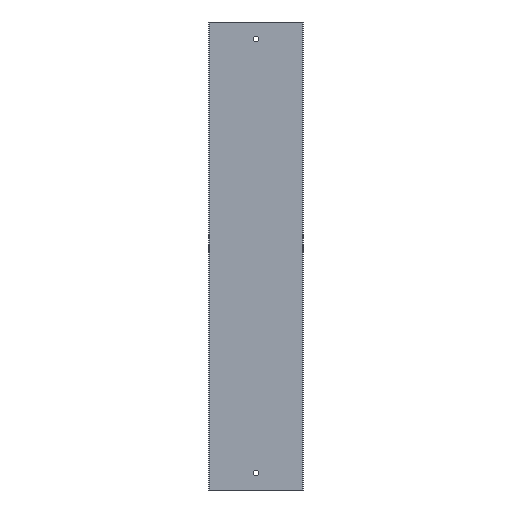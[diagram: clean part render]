
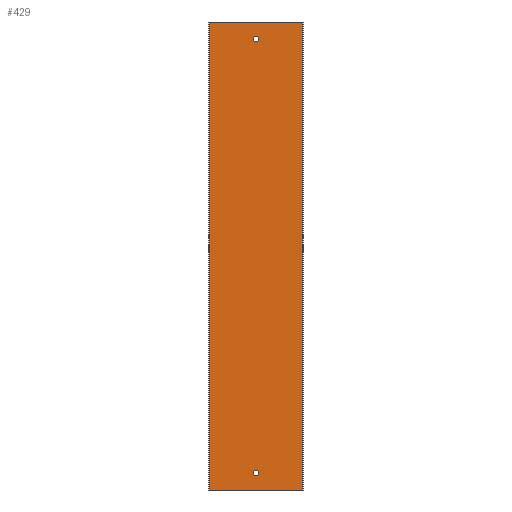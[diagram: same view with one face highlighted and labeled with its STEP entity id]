
A CAD part, front view. The second image highlights one B-rep face of the part: STEP entity #429.
In plain terms, the highlighted planar face has unit normal (0, -1, 0).
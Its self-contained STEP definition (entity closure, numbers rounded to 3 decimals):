
#17 = CARTESIAN_POINT ( 'NONE',  ( 41., 0., 410. ) ) ;
#32 = CARTESIAN_POINT ( 'NONE',  ( -41., 0., 0. ) ) ;
#38 = CARTESIAN_POINT ( 'NONE',  ( -41., 0., 410. ) ) ;
#55 = DIRECTION ( 'NONE',  ( 1., 0., 0. ) ) ;
#60 = DIRECTION ( 'NONE',  ( 1., 0., 0. ) ) ;
#61 = DIRECTION ( 'NONE',  ( 0., 0., 1. ) ) ;
#63 = DIRECTION ( 'NONE',  ( 0., -1., 0. ) ) ;
#64 = CARTESIAN_POINT ( 'NONE',  ( 0., 0., 15. ) ) ;
#66 = DIRECTION ( 'NONE',  ( 0., 0., 1. ) ) ;
#67 = CARTESIAN_POINT ( 'NONE',  ( 0., 0., 397.5 ) ) ;
#72 = CARTESIAN_POINT ( 'NONE',  ( 0., 0., 17.5 ) ) ;
#73 = DIRECTION ( 'NONE',  ( 0., -1., 0. ) ) ;
#75 = CARTESIAN_POINT ( 'NONE',  ( 0., 0., 395. ) ) ;
#76 = CARTESIAN_POINT ( 'NONE',  ( 41., 0., 0. ) ) ;
#78 = CARTESIAN_POINT ( 'NONE',  ( -41., 0., 410. ) ) ;
#80 = CARTESIAN_POINT ( 'NONE',  ( -41., 0., 0. ) ) ;
#84 = DIRECTION ( 'NONE',  ( 0., 0., -1. ) ) ;
#86 = CARTESIAN_POINT ( 'NONE',  ( -41., 0., 410. ) ) ;
#105 = DIRECTION ( 'NONE',  ( 0., 0., 1. ) ) ;
#108 = PLANE ( 'NONE',  #153 ) ;
#110 = CARTESIAN_POINT ( 'NONE',  ( -41., 0., 410. ) ) ;
#121 = DIRECTION ( 'NONE',  ( 0., 1., 0. ) ) ;
#150 = CARTESIAN_POINT ( 'NONE',  ( 41., 0., 410. ) ) ;
#151 = DIRECTION ( 'NONE',  ( 0., 0., -1. ) ) ;
#153 = AXIS2_PLACEMENT_3D ( 'NONE', #110, #121, #105 ) ;
#171 = AXIS2_PLACEMENT_3D ( 'NONE', #64, #63, #61 ) ;
#172 = AXIS2_PLACEMENT_3D ( 'NONE', #75, #73, #66 ) ;
#175 = EDGE_CURVE ( 'NONE', #327, #216, #361, .T. ) ;
#194 = EDGE_CURVE ( 'NONE', #218, #220, #302, .T. ) ;
#196 = EDGE_CURVE ( 'NONE', #263, #263, #300, .T. ) ;
#197 = EDGE_CURVE ( 'NONE', #262, #262, #294, .T. ) ;
#198 = EDGE_CURVE ( 'NONE', #220, #216, #296, .T. ) ;
#199 = EDGE_CURVE ( 'NONE', #218, #327, #295, .T. ) ;
#216 = VERTEX_POINT ( 'NONE', #76 ) ;
#218 = VERTEX_POINT ( 'NONE', #38 ) ;
#220 = VERTEX_POINT ( 'NONE', #32 ) ;
#262 = VERTEX_POINT ( 'NONE', #72 ) ;
#263 = VERTEX_POINT ( 'NONE', #67 ) ;
#275 = FACE_BOUND ( 'NONE', #408, .T. ) ;
#279 = FACE_BOUND ( 'NONE', #405, .T. ) ;
#280 = FACE_OUTER_BOUND ( 'NONE', #418, .T. ) ;
#292 = VECTOR ( 'NONE', #60, 1000. ) ;
#293 = VECTOR ( 'NONE', #55, 1000. ) ;
#294 = CIRCLE ( 'NONE', #171, 2.5 ) ;
#295 = LINE ( 'NONE', #78, #293 ) ;
#296 = LINE ( 'NONE', #80, #292 ) ;
#299 = VECTOR ( 'NONE', #84, 1000. ) ;
#300 = CIRCLE ( 'NONE', #172, 2.5 ) ;
#302 = LINE ( 'NONE', #86, #299 ) ;
#327 = VERTEX_POINT ( 'NONE', #17 ) ;
#347 = ORIENTED_EDGE ( 'NONE', *, *, #199, .F. ) ;
#348 = ORIENTED_EDGE ( 'NONE', *, *, #194, .T. ) ;
#360 = VECTOR ( 'NONE', #151, 1000. ) ;
#361 = LINE ( 'NONE', #150, #360 ) ;
#379 = ORIENTED_EDGE ( 'NONE', *, *, #197, .F. ) ;
#380 = ORIENTED_EDGE ( 'NONE', *, *, #196, .F. ) ;
#381 = ORIENTED_EDGE ( 'NONE', *, *, #175, .F. ) ;
#382 = ORIENTED_EDGE ( 'NONE', *, *, #198, .T. ) ;
#405 = EDGE_LOOP ( 'NONE', ( #380 ) ) ;
#408 = EDGE_LOOP ( 'NONE', ( #379 ) ) ;
#418 = EDGE_LOOP ( 'NONE', ( #382, #381, #347, #348 ) ) ;
#429 = ADVANCED_FACE ( 'NONE', ( #279, #275, #280 ), #108, .F. ) ;
